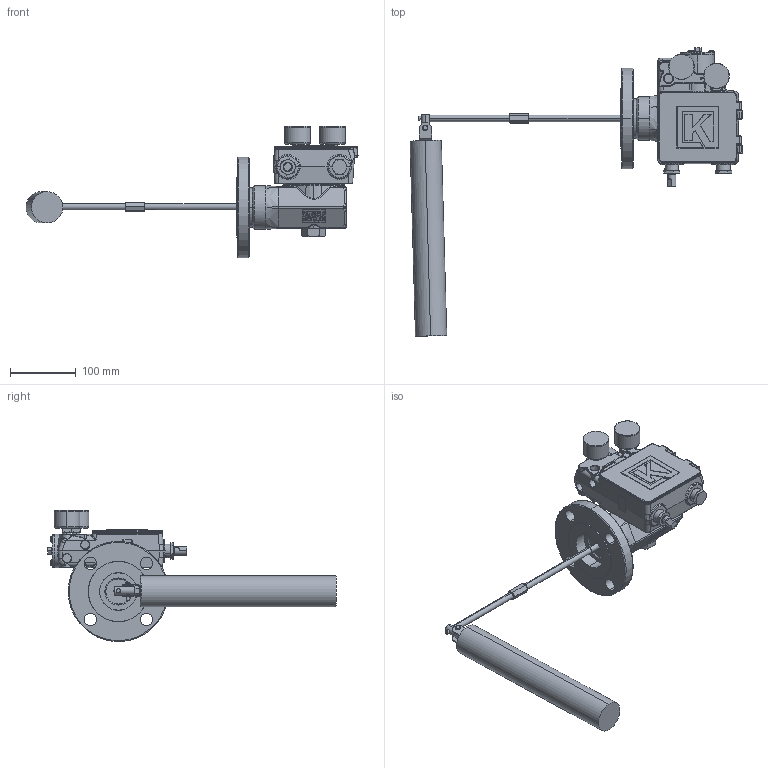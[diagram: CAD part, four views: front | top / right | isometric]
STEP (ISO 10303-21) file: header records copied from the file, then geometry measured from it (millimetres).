
FILE_DESCRIPTION (( 'STEP AP214' ), '1' );
FILE_NAME ('FPL2ARR1AS-LCJ.STEP', '2025-01-20T14:26:31', ( 'Windows User' ), ( '' ), 'SwSTEP 2.0', 'SolidWorks 2024', '' );
FILE_SCHEMA (( 'AUTOMOTIVE_DESIGN' ));
Length unit declared in the file: inch
Products named in the file (1): FPL2ARR1AS-LCJ
Bounding box: 504.66 x 438.62 x 199.49 mm (x, y, z)
Volume: 1958633.3 mm3; surface area: 306245.4 mm2
Topology: 5 solids, 8 shells, 1990 faces, 4904 edges, 2959 vertices
Faces by surface type: plane 715, bspline 483, cylinder 431, cone 214, torus 106, sphere 41
Entity records: 81818 total; most frequent: CARTESIAN_POINT 39450, ORIENTED_EDGE 9688, DIRECTION 7642, EDGE_CURVE 4844, VERTEX_POINT 2957, AXIS2_PLACEMENT_3D 2733, VECTOR 2176, LINE 2176
